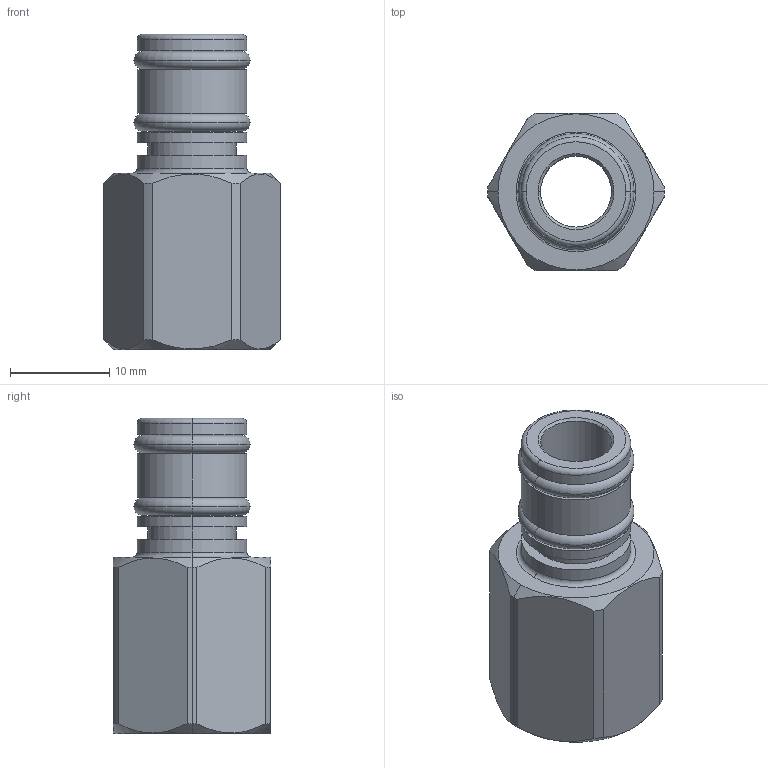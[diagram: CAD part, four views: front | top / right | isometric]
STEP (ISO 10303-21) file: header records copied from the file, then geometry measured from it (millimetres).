
FILE_DESCRIPTION (( 'STEP AP203' ), '1' );
FILE_NAME ('QD STEM 1_4 NPTF.STEP', '2024-02-01T17:15:49', ( '' ), ( '' ), 'SwSTEP 2.0', 'SolidWorks 2023', '' );
FILE_SCHEMA (( 'CONFIG_CONTROL_DESIGN' ));
Length unit declared in the file: inch
Products named in the file (1): QD STEM 1_4 NPTF
Bounding box: 17.78 x 15.88 x 31.75 mm (x, y, z)
Volume: 2778.7 mm3; surface area: 3194.4 mm2
Topology: 3 solids, 3 shells, 360 faces, 998 edges, 658 vertices
Faces by surface type: plane 180, cylinder 156, cone 12, torus 12
Entity records: 11779 total; most frequent: CARTESIAN_POINT 2157, DIRECTION 2058, ORIENTED_EDGE 1996, EDGE_CURVE 998, AXIS2_PLACEMENT_3D 711, VERTEX_POINT 658, LINE 636, VECTOR 636
